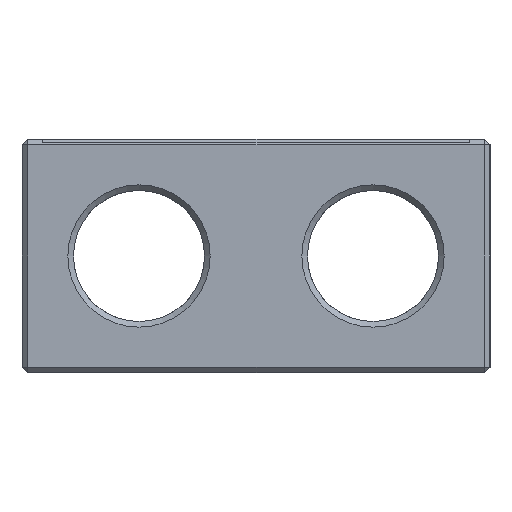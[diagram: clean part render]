
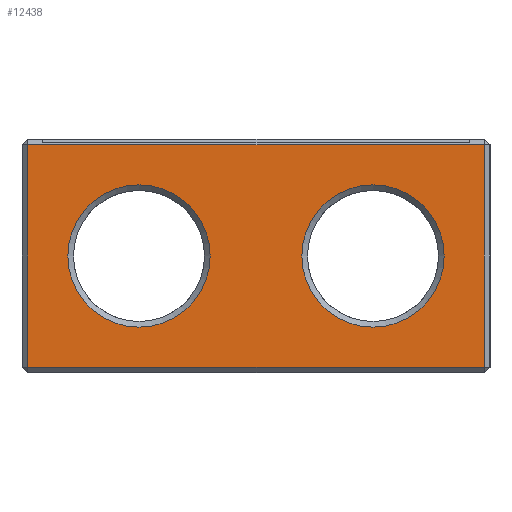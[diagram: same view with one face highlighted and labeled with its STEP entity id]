
A CAD part, left-side view. The second image highlights one B-rep face of the part: STEP entity #12438.
In plain terms, the highlighted planar face has unit normal (-1, 0, 0).
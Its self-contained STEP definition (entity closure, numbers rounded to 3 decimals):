
#1117 = PLANE('',#1118);
#1118 = AXIS2_PLACEMENT_3D('',#1119,#1120,#1121);
#1119 = CARTESIAN_POINT('',(-243.6,18.75,0.15));
#1120 = DIRECTION('',(-0.707,0.,
    -0.707));
#1121 = DIRECTION('',(0.,1.,0.));
#5676 = CONICAL_SURFACE('',#5677,3.5,0.785);
#5677 = AXIS2_PLACEMENT_3D('',#5678,#5679,#5680);
#5678 = CARTESIAN_POINT('',(-243.45,0.,6.25));
#5679 = DIRECTION('',(-1.,-0.,-0.));
#5680 = DIRECTION('',(0.,0.,1.));
#6599 = VERTEX_POINT('',#6600);
#6600 = CARTESIAN_POINT('',(-243.75,18.45,0.3));
#6621 = EDGE_CURVE('',#6599,#6622,#6624,.T.);
#6622 = VERTEX_POINT('',#6623);
#6623 = CARTESIAN_POINT('',(-243.75,-5.95,0.3));
#6624 = SURFACE_CURVE('',#6625,(#6629,#6636),.PCURVE_S1.);
#6625 = LINE('',#6626,#6627);
#6626 = CARTESIAN_POINT('',(-243.75,18.75,0.3));
#6627 = VECTOR('',#6628,1.);
#6628 = DIRECTION('',(0.,-1.,0.));
#6629 = PCURVE('',#1117,#6630);
#6630 = DEFINITIONAL_REPRESENTATION('',(#6631),#6635);
#6631 = LINE('',#6632,#6633);
#6632 = CARTESIAN_POINT('',(0.,-0.212));
#6633 = VECTOR('',#6634,1.);
#6634 = DIRECTION('',(-1.,0.));
#6635 = ( GEOMETRIC_REPRESENTATION_CONTEXT(2) 
PARAMETRIC_REPRESENTATION_CONTEXT() REPRESENTATION_CONTEXT('2D SPACE',''
  ) );
#6636 = PCURVE('',#6637,#6642);
#6637 = PLANE('',#6638);
#6638 = AXIS2_PLACEMENT_3D('',#6639,#6640,#6641);
#6639 = CARTESIAN_POINT('',(-243.75,18.75,0.));
#6640 = DIRECTION('',(1.,0.,0.));
#6641 = DIRECTION('',(0.,-1.,0.));
#6642 = DEFINITIONAL_REPRESENTATION('',(#6643),#6647);
#6643 = LINE('',#6644,#6645);
#6644 = CARTESIAN_POINT('',(0.,-0.3));
#6645 = VECTOR('',#6646,1.);
#6646 = DIRECTION('',(1.,0.));
#6647 = ( GEOMETRIC_REPRESENTATION_CONTEXT(2) 
PARAMETRIC_REPRESENTATION_CONTEXT() REPRESENTATION_CONTEXT('2D SPACE',''
  ) );
#9974 = CONICAL_SURFACE('',#9975,3.5,0.785);
#9975 = AXIS2_PLACEMENT_3D('',#9976,#9977,#9978);
#9976 = CARTESIAN_POINT('',(-243.45,12.5,6.25));
#9977 = DIRECTION('',(-1.,-0.,0.));
#9978 = DIRECTION('',(0.,0.,1.));
#10329 = VERTEX_POINT('',#10330);
#10330 = CARTESIAN_POINT('',(-243.75,0.,10.05));
#10351 = EDGE_CURVE('',#10329,#10329,#10352,.T.);
#10352 = SURFACE_CURVE('',#10353,(#10358,#10365),.PCURVE_S1.);
#10353 = CIRCLE('',#10354,3.8);
#10354 = AXIS2_PLACEMENT_3D('',#10355,#10356,#10357);
#10355 = CARTESIAN_POINT('',(-243.75,0.,6.25));
#10356 = DIRECTION('',(-1.,0.,0.));
#10357 = DIRECTION('',(0.,0.,1.));
#10358 = PCURVE('',#5676,#10359);
#10359 = DEFINITIONAL_REPRESENTATION('',(#10360),#10364);
#10360 = LINE('',#10361,#10362);
#10361 = CARTESIAN_POINT('',(0.,0.3));
#10362 = VECTOR('',#10363,1.);
#10363 = DIRECTION('',(1.,0.));
#10364 = ( GEOMETRIC_REPRESENTATION_CONTEXT(2) 
PARAMETRIC_REPRESENTATION_CONTEXT() REPRESENTATION_CONTEXT('2D SPACE',''
  ) );
#10365 = PCURVE('',#6637,#10366);
#10366 = DEFINITIONAL_REPRESENTATION('',(#10367),#10375);
#10367 = ( BOUNDED_CURVE() B_SPLINE_CURVE(2,(#10368,#10369,#10370,#10371
    ,#10372,#10373,#10374),.UNSPECIFIED.,.T.,.F.) 
B_SPLINE_CURVE_WITH_KNOTS((1,2,2,2,2,1),(-2.094,0.,
    2.094,4.189,6.283,8.378),
.UNSPECIFIED.) CURVE() GEOMETRIC_REPRESENTATION_ITEM() 
RATIONAL_B_SPLINE_CURVE((1.,0.5,1.,0.5,1.,0.5,1.)) REPRESENTATION_ITEM(
  '') );
#10368 = CARTESIAN_POINT('',(18.75,-10.05));
#10369 = CARTESIAN_POINT('',(12.168,-10.05));
#10370 = CARTESIAN_POINT('',(15.459,-4.35));
#10371 = CARTESIAN_POINT('',(18.75,1.35));
#10372 = CARTESIAN_POINT('',(22.041,-4.35));
#10373 = CARTESIAN_POINT('',(25.332,-10.05));
#10374 = CARTESIAN_POINT('',(18.75,-10.05));
#10375 = ( GEOMETRIC_REPRESENTATION_CONTEXT(2) 
PARAMETRIC_REPRESENTATION_CONTEXT() REPRESENTATION_CONTEXT('2D SPACE',''
  ) );
#10510 = PLANE('',#10511);
#10511 = AXIS2_PLACEMENT_3D('',#10512,#10513,#10514);
#10512 = CARTESIAN_POINT('',(-243.6,18.6,0.));
#10513 = DIRECTION('',(-0.707,0.707,0.));
#10514 = DIRECTION('',(-0.,-0.,-1.));
#11764 = PLANE('',#11765);
#11765 = AXIS2_PLACEMENT_3D('',#11766,#11767,#11768);
#11766 = CARTESIAN_POINT('',(-243.6,-6.1,0.));
#11767 = DIRECTION('',(-0.707,-0.707,0.));
#11768 = DIRECTION('',(-0.,-0.,-1.));
#12438 = ADVANCED_FACE('',(#12439,#12514,#12544),#6637,.F.);
#12439 = FACE_BOUND('',#12440,.F.);
#12440 = EDGE_LOOP('',(#12441,#12471,#12492,#12493));
#12441 = ORIENTED_EDGE('',*,*,#12442,.T.);
#12442 = EDGE_CURVE('',#12443,#12445,#12447,.T.);
#12443 = VERTEX_POINT('',#12444);
#12444 = CARTESIAN_POINT('',(-243.75,18.45,12.2));
#12445 = VERTEX_POINT('',#12446);
#12446 = CARTESIAN_POINT('',(-243.75,-5.95,12.2));
#12447 = SURFACE_CURVE('',#12448,(#12452,#12459),.PCURVE_S1.);
#12448 = LINE('',#12449,#12450);
#12449 = CARTESIAN_POINT('',(-243.75,18.75,12.2));
#12450 = VECTOR('',#12451,1.);
#12451 = DIRECTION('',(0.,-1.,0.));
#12452 = PCURVE('',#6637,#12453);
#12453 = DEFINITIONAL_REPRESENTATION('',(#12454),#12458);
#12454 = LINE('',#12455,#12456);
#12455 = CARTESIAN_POINT('',(0.,-12.2));
#12456 = VECTOR('',#12457,1.);
#12457 = DIRECTION('',(1.,0.));
#12458 = ( GEOMETRIC_REPRESENTATION_CONTEXT(2) 
PARAMETRIC_REPRESENTATION_CONTEXT() REPRESENTATION_CONTEXT('2D SPACE',''
  ) );
#12459 = PCURVE('',#12460,#12465);
#12460 = PLANE('',#12461);
#12461 = AXIS2_PLACEMENT_3D('',#12462,#12463,#12464);
#12462 = CARTESIAN_POINT('',(-243.6,18.75,12.35));
#12463 = DIRECTION('',(0.707,0.,-0.707));
#12464 = DIRECTION('',(0.,1.,0.));
#12465 = DEFINITIONAL_REPRESENTATION('',(#12466),#12470);
#12466 = LINE('',#12467,#12468);
#12467 = CARTESIAN_POINT('',(-0.,-0.212));
#12468 = VECTOR('',#12469,1.);
#12469 = DIRECTION('',(-1.,0.));
#12470 = ( GEOMETRIC_REPRESENTATION_CONTEXT(2) 
PARAMETRIC_REPRESENTATION_CONTEXT() REPRESENTATION_CONTEXT('2D SPACE',''
  ) );
#12471 = ORIENTED_EDGE('',*,*,#12472,.F.);
#12472 = EDGE_CURVE('',#6622,#12445,#12473,.T.);
#12473 = SURFACE_CURVE('',#12474,(#12478,#12485),.PCURVE_S1.);
#12474 = LINE('',#12475,#12476);
#12475 = CARTESIAN_POINT('',(-243.75,-5.95,0.));
#12476 = VECTOR('',#12477,1.);
#12477 = DIRECTION('',(0.,0.,1.));
#12478 = PCURVE('',#6637,#12479);
#12479 = DEFINITIONAL_REPRESENTATION('',(#12480),#12484);
#12480 = LINE('',#12481,#12482);
#12481 = CARTESIAN_POINT('',(24.7,0.));
#12482 = VECTOR('',#12483,1.);
#12483 = DIRECTION('',(0.,-1.));
#12484 = ( GEOMETRIC_REPRESENTATION_CONTEXT(2) 
PARAMETRIC_REPRESENTATION_CONTEXT() REPRESENTATION_CONTEXT('2D SPACE',''
  ) );
#12485 = PCURVE('',#11764,#12486);
#12486 = DEFINITIONAL_REPRESENTATION('',(#12487),#12491);
#12487 = LINE('',#12488,#12489);
#12488 = CARTESIAN_POINT('',(-0.,-0.212));
#12489 = VECTOR('',#12490,1.);
#12490 = DIRECTION('',(-1.,0.));
#12491 = ( GEOMETRIC_REPRESENTATION_CONTEXT(2) 
PARAMETRIC_REPRESENTATION_CONTEXT() REPRESENTATION_CONTEXT('2D SPACE',''
  ) );
#12492 = ORIENTED_EDGE('',*,*,#6621,.F.);
#12493 = ORIENTED_EDGE('',*,*,#12494,.T.);
#12494 = EDGE_CURVE('',#6599,#12443,#12495,.T.);
#12495 = SURFACE_CURVE('',#12496,(#12500,#12507),.PCURVE_S1.);
#12496 = LINE('',#12497,#12498);
#12497 = CARTESIAN_POINT('',(-243.75,18.45,0.));
#12498 = VECTOR('',#12499,1.);
#12499 = DIRECTION('',(0.,0.,1.));
#12500 = PCURVE('',#6637,#12501);
#12501 = DEFINITIONAL_REPRESENTATION('',(#12502),#12506);
#12502 = LINE('',#12503,#12504);
#12503 = CARTESIAN_POINT('',(0.3,0.));
#12504 = VECTOR('',#12505,1.);
#12505 = DIRECTION('',(0.,-1.));
#12506 = ( GEOMETRIC_REPRESENTATION_CONTEXT(2) 
PARAMETRIC_REPRESENTATION_CONTEXT() REPRESENTATION_CONTEXT('2D SPACE',''
  ) );
#12507 = PCURVE('',#10510,#12508);
#12508 = DEFINITIONAL_REPRESENTATION('',(#12509),#12513);
#12509 = LINE('',#12510,#12511);
#12510 = CARTESIAN_POINT('',(-0.,0.212));
#12511 = VECTOR('',#12512,1.);
#12512 = DIRECTION('',(-1.,0.));
#12513 = ( GEOMETRIC_REPRESENTATION_CONTEXT(2) 
PARAMETRIC_REPRESENTATION_CONTEXT() REPRESENTATION_CONTEXT('2D SPACE',''
  ) );
#12514 = FACE_BOUND('',#12515,.F.);
#12515 = EDGE_LOOP('',(#12516));
#12516 = ORIENTED_EDGE('',*,*,#12517,.T.);
#12517 = EDGE_CURVE('',#12518,#12518,#12520,.T.);
#12518 = VERTEX_POINT('',#12519);
#12519 = CARTESIAN_POINT('',(-243.75,12.5,10.05));
#12520 = SURFACE_CURVE('',#12521,(#12526,#12537),.PCURVE_S1.);
#12521 = CIRCLE('',#12522,3.8);
#12522 = AXIS2_PLACEMENT_3D('',#12523,#12524,#12525);
#12523 = CARTESIAN_POINT('',(-243.75,12.5,6.25));
#12524 = DIRECTION('',(-1.,0.,0.));
#12525 = DIRECTION('',(0.,0.,1.));
#12526 = PCURVE('',#6637,#12527);
#12527 = DEFINITIONAL_REPRESENTATION('',(#12528),#12536);
#12528 = ( BOUNDED_CURVE() B_SPLINE_CURVE(2,(#12529,#12530,#12531,#12532
    ,#12533,#12534,#12535),.UNSPECIFIED.,.T.,.F.) 
B_SPLINE_CURVE_WITH_KNOTS((1,2,2,2,2,1),(-2.094,0.,
    2.094,4.189,6.283,8.378),
.UNSPECIFIED.) CURVE() GEOMETRIC_REPRESENTATION_ITEM() 
RATIONAL_B_SPLINE_CURVE((1.,0.5,1.,0.5,1.,0.5,1.)) REPRESENTATION_ITEM(
  '') );
#12529 = CARTESIAN_POINT('',(6.25,-10.05));
#12530 = CARTESIAN_POINT('',(-0.332,-10.05));
#12531 = CARTESIAN_POINT('',(2.959,-4.35));
#12532 = CARTESIAN_POINT('',(6.25,1.35));
#12533 = CARTESIAN_POINT('',(9.541,-4.35));
#12534 = CARTESIAN_POINT('',(12.832,-10.05));
#12535 = CARTESIAN_POINT('',(6.25,-10.05));
#12536 = ( GEOMETRIC_REPRESENTATION_CONTEXT(2) 
PARAMETRIC_REPRESENTATION_CONTEXT() REPRESENTATION_CONTEXT('2D SPACE',''
  ) );
#12537 = PCURVE('',#9974,#12538);
#12538 = DEFINITIONAL_REPRESENTATION('',(#12539),#12543);
#12539 = LINE('',#12540,#12541);
#12540 = CARTESIAN_POINT('',(0.,0.3));
#12541 = VECTOR('',#12542,1.);
#12542 = DIRECTION('',(1.,0.));
#12543 = ( GEOMETRIC_REPRESENTATION_CONTEXT(2) 
PARAMETRIC_REPRESENTATION_CONTEXT() REPRESENTATION_CONTEXT('2D SPACE',''
  ) );
#12544 = FACE_BOUND('',#12545,.F.);
#12545 = EDGE_LOOP('',(#12546));
#12546 = ORIENTED_EDGE('',*,*,#10351,.T.);
